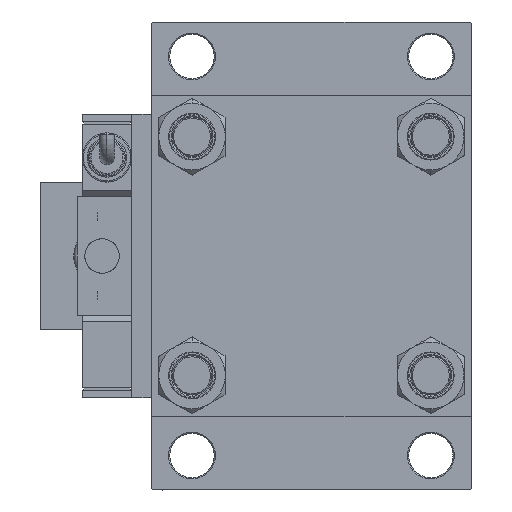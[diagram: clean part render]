
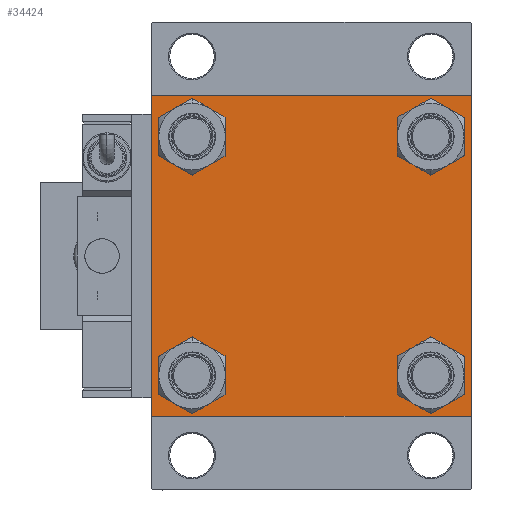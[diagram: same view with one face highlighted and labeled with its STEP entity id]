
A CAD part, left-side view. The second image highlights one B-rep face of the part: STEP entity #34424.
In plain terms, the highlighted planar face has unit normal (-1, 0, 0).
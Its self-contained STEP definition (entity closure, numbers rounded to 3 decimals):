
#145 = CARTESIAN_POINT ( 'NONE',  ( 0., 48.45, -48.45 ) ) ;
#330 = VECTOR ( 'NONE', #1497, 1000. ) ;
#521 = VECTOR ( 'NONE', #49787, 1000. ) ;
#602 = CARTESIAN_POINT ( 'NONE',  ( 0., 48.45, -56.95 ) ) ;
#652 = CARTESIAN_POINT ( 'NONE',  ( 0., -48.45, -48.45 ) ) ;
#686 = CARTESIAN_POINT ( 'NONE',  ( 0., 64.75, 64.75 ) ) ;
#978 = DIRECTION ( 'NONE',  ( 1., 0., 0. ) ) ;
#1497 = DIRECTION ( 'NONE',  ( 0., -0.707, -0.707 ) ) ;
#1807 = AXIS2_PLACEMENT_3D ( 'NONE', #31353, #15474, #31627 ) ;
#1813 = DIRECTION ( 'NONE',  ( 0., 0., -1. ) ) ;
#2027 = DIRECTION ( 'NONE',  ( 1., 0., 0. ) ) ;
#2212 = VERTEX_POINT ( 'NONE', #34525 ) ;
#2265 = ORIENTED_EDGE ( 'NONE', *, *, #45690, .T. ) ;
#2475 = EDGE_CURVE ( 'NONE', #52598, #19984, #49369, .T. ) ;
#3034 = VERTEX_POINT ( 'NONE', #20935 ) ;
#3955 = EDGE_LOOP ( 'NONE', ( #2265, #26100 ) ) ;
#4439 = DIRECTION ( 'NONE',  ( 1., 0., 0. ) ) ;
#4494 = CIRCLE ( 'NONE', #30698, 8.5 ) ;
#4541 = VERTEX_POINT ( 'NONE', #18121 ) ;
#4890 = EDGE_CURVE ( 'NONE', #20011, #2212, #19416, .T. ) ;
#4909 = ORIENTED_EDGE ( 'NONE', *, *, #18426, .T. ) ;
#5100 = LINE ( 'NONE', #5632, #17276 ) ;
#5499 = EDGE_CURVE ( 'NONE', #2212, #4541, #37361, .T. ) ;
#5632 = CARTESIAN_POINT ( 'NONE',  ( 0., -65., 65. ) ) ;
#7197 = ORIENTED_EDGE ( 'NONE', *, *, #47528, .T. ) ;
#7451 = CARTESIAN_POINT ( 'NONE',  ( 0., 65., 65. ) ) ;
#8324 = CARTESIAN_POINT ( 'NONE',  ( 0., 0., 0. ) ) ;
#9167 = VECTOR ( 'NONE', #25028, 1000. ) ;
#9435 = DIRECTION ( 'NONE',  ( 0., 0., 1. ) ) ;
#9588 = DIRECTION ( 'NONE',  ( 0., 0., 1. ) ) ;
#9991 = CARTESIAN_POINT ( 'NONE',  ( 0., 64.75, -64.75 ) ) ;
#11281 = EDGE_CURVE ( 'NONE', #29763, #42888, #12975, .T. ) ;
#11693 = EDGE_LOOP ( 'NONE', ( #18220, #4909 ) ) ;
#12322 = AXIS2_PLACEMENT_3D ( 'NONE', #41621, #4439, #33710 ) ;
#12599 = CARTESIAN_POINT ( 'NONE',  ( 0., 48.45, 48.45 ) ) ;
#12754 = VERTEX_POINT ( 'NONE', #41881 ) ;
#12928 = DIRECTION ( 'NONE',  ( 1., 0., 0. ) ) ;
#12975 = CIRCLE ( 'NONE', #43528, 8.5 ) ;
#13206 = CARTESIAN_POINT ( 'NONE',  ( 0., 64.5, -65. ) ) ;
#13241 = PLANE ( 'NONE',  #13752 ) ;
#13252 = CARTESIAN_POINT ( 'NONE',  ( 0., 48.45, 56.95 ) ) ;
#13752 = AXIS2_PLACEMENT_3D ( 'NONE', #8324, #17344, #34308 ) ;
#14280 = ORIENTED_EDGE ( 'NONE', *, *, #34781, .F. ) ;
#14334 = ORIENTED_EDGE ( 'NONE', *, *, #11281, .T. ) ;
#15474 = DIRECTION ( 'NONE',  ( 1., 0., 0. ) ) ;
#15622 = ORIENTED_EDGE ( 'NONE', *, *, #2475, .T. ) ;
#15879 = AXIS2_PLACEMENT_3D ( 'NONE', #145, #34059, #9435 ) ;
#16827 = CARTESIAN_POINT ( 'NONE',  ( 0., -64.75, 64.75 ) ) ;
#16843 = ORIENTED_EDGE ( 'NONE', *, *, #49373, .T. ) ;
#17115 = LINE ( 'NONE', #9991, #330 ) ;
#17276 = VECTOR ( 'NONE', #1813, 1000. ) ;
#17344 = DIRECTION ( 'NONE',  ( -1., 0., 0. ) ) ;
#17546 = CIRCLE ( 'NONE', #1807, 8.5 ) ;
#18121 = CARTESIAN_POINT ( 'NONE',  ( 0., -65., -64.5 ) ) ;
#18220 = ORIENTED_EDGE ( 'NONE', *, *, #46771, .T. ) ;
#18426 = EDGE_CURVE ( 'NONE', #47212, #21358, #17546, .T. ) ;
#18680 = VERTEX_POINT ( 'NONE', #35925 ) ;
#19416 = LINE ( 'NONE', #31183, #37192 ) ;
#19854 = EDGE_CURVE ( 'NONE', #3034, #21528, #4494, .T. ) ;
#19984 = VERTEX_POINT ( 'NONE', #50637 ) ;
#20011 = VERTEX_POINT ( 'NONE', #13206 ) ;
#20270 = AXIS2_PLACEMENT_3D ( 'NONE', #50969, #2027, #36204 ) ;
#20298 = LINE ( 'NONE', #7451, #27727 ) ;
#20420 = ORIENTED_EDGE ( 'NONE', *, *, #48450, .T. ) ;
#20935 = CARTESIAN_POINT ( 'NONE',  ( 0., -48.45, 39.95 ) ) ;
#21005 = EDGE_CURVE ( 'NONE', #42888, #29763, #33363, .T. ) ;
#21241 = ORIENTED_EDGE ( 'NONE', *, *, #35605, .F. ) ;
#21358 = VERTEX_POINT ( 'NONE', #31505 ) ;
#21388 = ORIENTED_EDGE ( 'NONE', *, *, #4890, .T. ) ;
#21528 = VERTEX_POINT ( 'NONE', #50565 ) ;
#22515 = ORIENTED_EDGE ( 'NONE', *, *, #26751, .T. ) ;
#25028 = DIRECTION ( 'NONE',  ( 0., 0.707, -0.707 ) ) ;
#25372 = CIRCLE ( 'NONE', #12322, 8.5 ) ;
#26100 = ORIENTED_EDGE ( 'NONE', *, *, #19854, .T. ) ;
#26393 = CIRCLE ( 'NONE', #20270, 8.5 ) ;
#26751 = EDGE_CURVE ( 'NONE', #12754, #26755, #53708, .T. ) ;
#26755 = VERTEX_POINT ( 'NONE', #42246 ) ;
#27727 = VECTOR ( 'NONE', #36718, 1000. ) ;
#28189 = ORIENTED_EDGE ( 'NONE', *, *, #21005, .T. ) ;
#29204 = CARTESIAN_POINT ( 'NONE',  ( 0., -48.45, -56.95 ) ) ;
#29414 = EDGE_CURVE ( 'NONE', #26755, #38705, #32880, .T. ) ;
#29763 = VERTEX_POINT ( 'NONE', #41281 ) ;
#30178 = FACE_BOUND ( 'NONE', #30889, .T. ) ;
#30698 = AXIS2_PLACEMENT_3D ( 'NONE', #38886, #12928, #47073 ) ;
#30889 = EDGE_LOOP ( 'NONE', ( #14334, #28189 ) ) ;
#30977 = AXIS2_PLACEMENT_3D ( 'NONE', #12599, #47008, #9588 ) ;
#31183 = CARTESIAN_POINT ( 'NONE',  ( 0., 65., -65. ) ) ;
#31353 = CARTESIAN_POINT ( 'NONE',  ( 0., -48.45, -48.45 ) ) ;
#31505 = CARTESIAN_POINT ( 'NONE',  ( 0., -48.45, -39.95 ) ) ;
#31627 = DIRECTION ( 'NONE',  ( 0., 0., 1. ) ) ;
#32880 = LINE ( 'NONE', #48990, #521 ) ;
#33363 = CIRCLE ( 'NONE', #15879, 8.5 ) ;
#33710 = DIRECTION ( 'NONE',  ( 0., 0., 1. ) ) ;
#34051 = DIRECTION ( 'NONE',  ( 0., 0.707, 0.707 ) ) ;
#34059 = DIRECTION ( 'NONE',  ( 1., 0., 0. ) ) ;
#34137 = ORIENTED_EDGE ( 'NONE', *, *, #29414, .T. ) ;
#34308 = DIRECTION ( 'NONE',  ( 0., 0., 1. ) ) ;
#34424 = ADVANCED_FACE ( 'NONE', ( #50670, #46038, #30178, #50389, #42474 ), #13241, .T. ) ;
#34525 = CARTESIAN_POINT ( 'NONE',  ( 0., -64.5, -65. ) ) ;
#34781 = EDGE_CURVE ( 'NONE', #12754, #38343, #20298, .T. ) ;
#35605 = EDGE_CURVE ( 'NONE', #18680, #4541, #5100, .T. ) ;
#35925 = CARTESIAN_POINT ( 'NONE',  ( 0., -65., 64.5 ) ) ;
#36204 = DIRECTION ( 'NONE',  ( 0., 0., 1. ) ) ;
#36718 = DIRECTION ( 'NONE',  ( 0., -1., 0. ) ) ;
#37192 = VECTOR ( 'NONE', #52193, 1000. ) ;
#37358 = CARTESIAN_POINT ( 'NONE',  ( 0., -64.5, 65. ) ) ;
#37361 = LINE ( 'NONE', #53716, #48514 ) ;
#37881 = LINE ( 'NONE', #16827, #43798 ) ;
#38343 = VERTEX_POINT ( 'NONE', #37358 ) ;
#38462 = CARTESIAN_POINT ( 'NONE',  ( 0., 48.45, -48.45 ) ) ;
#38551 = AXIS2_PLACEMENT_3D ( 'NONE', #652, #51751, #46581 ) ;
#38705 = VERTEX_POINT ( 'NONE', #50039 ) ;
#38886 = CARTESIAN_POINT ( 'NONE',  ( 0., -48.45, 48.45 ) ) ;
#38982 = DIRECTION ( 'NONE',  ( 0., 0., 1. ) ) ;
#40274 = ORIENTED_EDGE ( 'NONE', *, *, #5499, .T. ) ;
#41281 = CARTESIAN_POINT ( 'NONE',  ( 0., 48.45, -39.95 ) ) ;
#41621 = CARTESIAN_POINT ( 'NONE',  ( 0., -48.45, 48.45 ) ) ;
#41881 = CARTESIAN_POINT ( 'NONE',  ( 0., 64.5, 65. ) ) ;
#42246 = CARTESIAN_POINT ( 'NONE',  ( 0., 65., 64.5 ) ) ;
#42474 = FACE_OUTER_BOUND ( 'NONE', #45575, .T. ) ;
#42888 = VERTEX_POINT ( 'NONE', #602 ) ;
#43528 = AXIS2_PLACEMENT_3D ( 'NONE', #38462, #978, #38982 ) ;
#43798 = VECTOR ( 'NONE', #34051, 1000. ) ;
#43799 = EDGE_LOOP ( 'NONE', ( #15622, #20420 ) ) ;
#45575 = EDGE_LOOP ( 'NONE', ( #34137, #16843, #21388, #40274, #21241, #7197, #14280, #22515 ) ) ;
#45690 = EDGE_CURVE ( 'NONE', #21528, #3034, #25372, .T. ) ;
#46038 = FACE_BOUND ( 'NONE', #11693, .T. ) ;
#46363 = CIRCLE ( 'NONE', #38551, 8.5 ) ;
#46581 = DIRECTION ( 'NONE',  ( 0., 0., 1. ) ) ;
#46771 = EDGE_CURVE ( 'NONE', #21358, #47212, #46363, .T. ) ;
#47008 = DIRECTION ( 'NONE',  ( 1., 0., 0. ) ) ;
#47073 = DIRECTION ( 'NONE',  ( 0., 0., 1. ) ) ;
#47212 = VERTEX_POINT ( 'NONE', #29204 ) ;
#47528 = EDGE_CURVE ( 'NONE', #18680, #38343, #37881, .T. ) ;
#48450 = EDGE_CURVE ( 'NONE', #19984, #52598, #26393, .T. ) ;
#48514 = VECTOR ( 'NONE', #49106, 1000. ) ;
#48990 = CARTESIAN_POINT ( 'NONE',  ( 0., 65., 65. ) ) ;
#49106 = DIRECTION ( 'NONE',  ( 0., -0.707, 0.707 ) ) ;
#49369 = CIRCLE ( 'NONE', #30977, 8.5 ) ;
#49373 = EDGE_CURVE ( 'NONE', #38705, #20011, #17115, .T. ) ;
#49787 = DIRECTION ( 'NONE',  ( 0., 0., -1. ) ) ;
#50039 = CARTESIAN_POINT ( 'NONE',  ( 0., 65., -64.5 ) ) ;
#50389 = FACE_BOUND ( 'NONE', #43799, .T. ) ;
#50565 = CARTESIAN_POINT ( 'NONE',  ( 0., -48.45, 56.95 ) ) ;
#50637 = CARTESIAN_POINT ( 'NONE',  ( 0., 48.45, 39.95 ) ) ;
#50670 = FACE_BOUND ( 'NONE', #3955, .T. ) ;
#50969 = CARTESIAN_POINT ( 'NONE',  ( 0., 48.45, 48.45 ) ) ;
#51751 = DIRECTION ( 'NONE',  ( 1., 0., 0. ) ) ;
#52193 = DIRECTION ( 'NONE',  ( 0., -1., 0. ) ) ;
#52598 = VERTEX_POINT ( 'NONE', #13252 ) ;
#53708 = LINE ( 'NONE', #686, #9167 ) ;
#53716 = CARTESIAN_POINT ( 'NONE',  ( 0., -64.75, -64.75 ) ) ;
